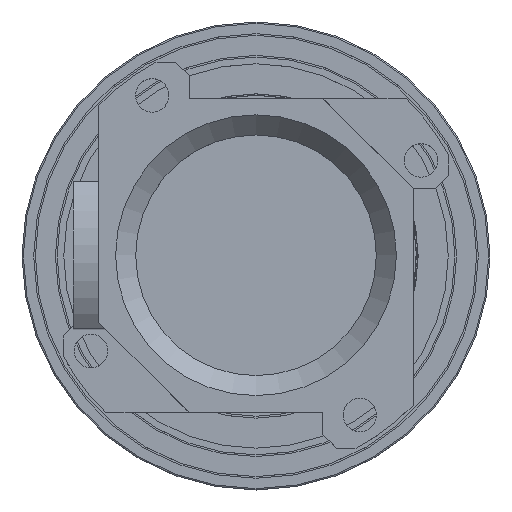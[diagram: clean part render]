
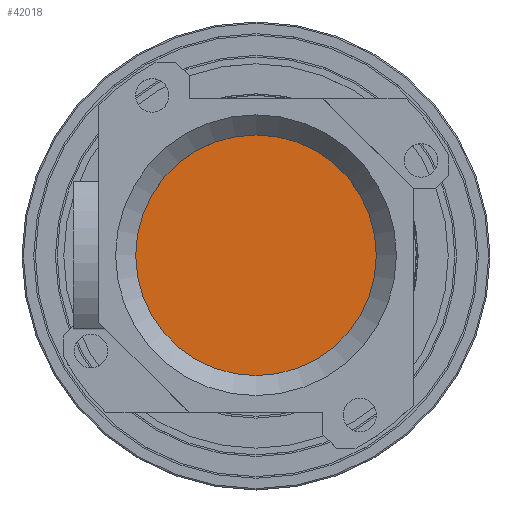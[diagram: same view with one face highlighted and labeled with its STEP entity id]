
A CAD part, top view. The second image highlights one B-rep face of the part: STEP entity #42018.
In plain terms, the highlighted planar face has unit normal (0, 0, 1).
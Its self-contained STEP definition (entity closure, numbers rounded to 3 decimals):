
#6560=PLANE('',#64744);
#18300=ORIENTED_EDGE('',*,*,#24941,.F.);
#24941=EDGE_CURVE('',#35655,#35655,#27858,.T.);
#27858=CIRCLE('',#64743,18.);
#30818=EDGE_LOOP('',(#18300));
#35655=VERTEX_POINT('',#102806);
#38777=FACE_BOUND('',#30818,.T.);
#42018=ADVANCED_FACE('',(#38777),#6560,.F.);
#64743=AXIS2_PLACEMENT_3D('',#102805,#75161,#75162);
#64744=AXIS2_PLACEMENT_3D('',#102807,#75163,#75164);
#75161=DIRECTION('',(0.,0.,-1.));
#75162=DIRECTION('',(-1.,0.,0.));
#75163=DIRECTION('',(0.,0.,-1.));
#75164=DIRECTION('',(-1.,0.,0.));
#102805=CARTESIAN_POINT('',(150.,0.,49.));
#102806=CARTESIAN_POINT('',(132.,0.,49.));
#102807=CARTESIAN_POINT('',(150.,0.,49.));
